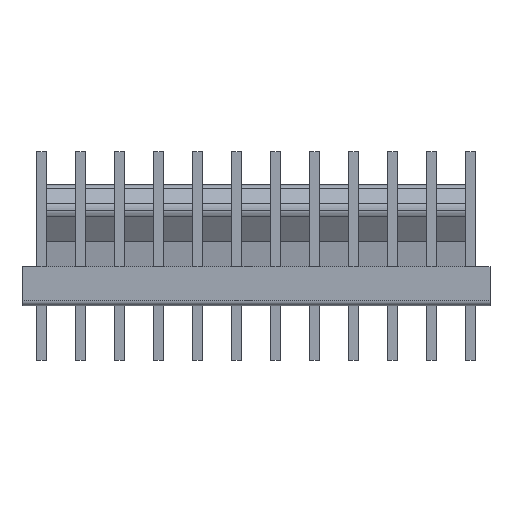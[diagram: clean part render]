
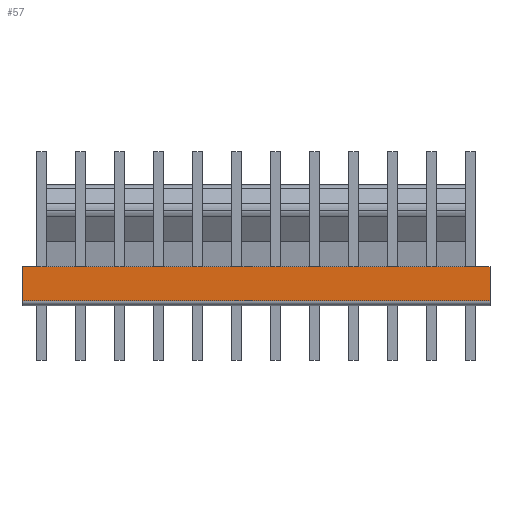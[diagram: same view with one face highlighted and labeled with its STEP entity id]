
A CAD part, front view. The second image highlights one B-rep face of the part: STEP entity #57.
In plain terms, the highlighted planar face has unit normal (0, -1, 0).
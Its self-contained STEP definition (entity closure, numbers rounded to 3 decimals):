
#57=ADVANCED_FACE('',(#224),#225,.T.);
#224=FACE_OUTER_BOUND('',#534,.T.);
#225=PLANE('',#535);
#534=EDGE_LOOP('',(#948,#949,#950,#951));
#535=AXIS2_PLACEMENT_3D('',#952,#953,#954);
#948=ORIENTED_EDGE('',*,*,#2030,.T.);
#949=ORIENTED_EDGE('',*,*,#2031,.F.);
#950=ORIENTED_EDGE('',*,*,#2032,.F.);
#951=ORIENTED_EDGE('',*,*,#1955,.T.);
#952=CARTESIAN_POINT('',(-15.24,-3.112,0.0));
#953=DIRECTION('',(0.0,-1.0,0.0));
#954=DIRECTION('',(0.0,0.0,-1.0));
#1955=EDGE_CURVE('',#2321,#2319,#2322,.T.);
#2030=EDGE_CURVE('',#2319,#2460,#2462,.T.);
#2031=EDGE_CURVE('',#2463,#2460,#2464,.T.);
#2032=EDGE_CURVE('',#2321,#2463,#2465,.T.);
#2319=VERTEX_POINT('',#2912);
#2321=VERTEX_POINT('',#2914);
#2322=LINE('',#2915,#2916);
#2460=VERTEX_POINT('',#3125);
#2462=LINE('',#3127,#3128);
#2463=VERTEX_POINT('',#3129);
#2464=LINE('',#3130,#3131);
#2465=LINE('',#3132,#3133);
#2912=CARTESIAN_POINT('',(-15.24,-3.112,-2.229));
#2914=CARTESIAN_POINT('',(-15.24,-3.112,0.0));
#2915=CARTESIAN_POINT('',(-15.24,-3.112,0.0));
#2916=VECTOR('',#3825,2.229);
#3125=CARTESIAN_POINT('',(15.24,-3.112,-2.229));
#3127=CARTESIAN_POINT('',(-15.24,-3.112,-2.229));
#3128=VECTOR('',#3906,30.48);
#3129=CARTESIAN_POINT('',(15.24,-3.112,0.0));
#3130=CARTESIAN_POINT('',(15.24,-3.112,0.0));
#3131=VECTOR('',#3907,2.229);
#3132=CARTESIAN_POINT('',(-15.24,-3.112,0.0));
#3133=VECTOR('',#3908,30.48);
#3825=DIRECTION('',(0.0,0.0,-1.0));
#3906=DIRECTION('',(1.0,0.0,0.0));
#3907=DIRECTION('',(0.0,0.0,-1.0));
#3908=DIRECTION('',(1.0,0.0,0.0));
